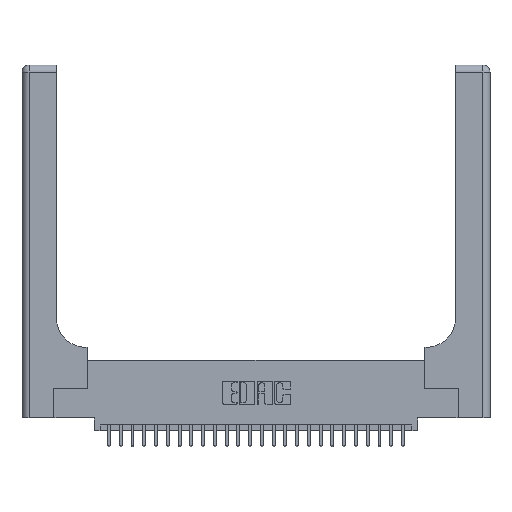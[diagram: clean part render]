
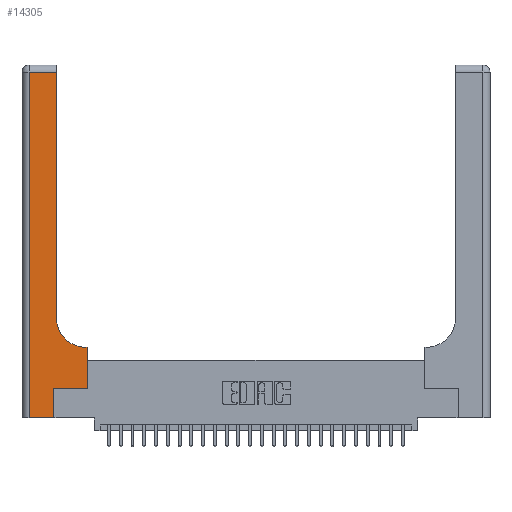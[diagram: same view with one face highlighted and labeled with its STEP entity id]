
A CAD part, top view. The second image highlights one B-rep face of the part: STEP entity #14305.
In plain terms, the highlighted planar face has unit normal (0, 0, 1).
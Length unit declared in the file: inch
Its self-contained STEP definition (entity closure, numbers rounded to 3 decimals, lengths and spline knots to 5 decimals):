
#58 = VECTOR ( 'NONE', #25421, 39.37008 ) ;
#257 = LINE ( 'NONE', #24356, #22617 ) ;
#686 = ORIENTED_EDGE ( 'NONE', *, *, #26188, .T. ) ;
#807 = DIRECTION ( 'NONE',  ( -1., 0., 0. ) ) ;
#1109 = CARTESIAN_POINT ( 'NONE',  ( 0., 0., 0.37 ) ) ;
#1194 = CARTESIAN_POINT ( 'NONE',  ( 0.5585, 0.25, 0.37 ) ) ;
#1468 = VECTOR ( 'NONE', #8730, 39.37008 ) ;
#1965 = LINE ( 'NONE', #16481, #14168 ) ;
#2000 = VERTEX_POINT ( 'NONE', #18671 ) ;
#2150 = CARTESIAN_POINT ( 'NONE',  ( 0.2915, 3., 0.37 ) ) ;
#2651 = VECTOR ( 'NONE', #17321, 39.37008 ) ;
#3344 = ORIENTED_EDGE ( 'NONE', *, *, #19687, .T. ) ;
#3595 = VERTEX_POINT ( 'NONE', #8856 ) ;
#5745 = ORIENTED_EDGE ( 'NONE', *, *, #13505, .T. ) ;
#6641 = VERTEX_POINT ( 'NONE', #24498 ) ;
#6655 = CARTESIAN_POINT ( 'NONE',  ( 0.5415, 0.6, 0.37 ) ) ;
#6817 = EDGE_CURVE ( 'NONE', #2000, #27083, #10841, .T. ) ;
#7185 = CARTESIAN_POINT ( 'NONE',  ( 0.06, 3., 0.37 ) ) ;
#7257 = LINE ( 'NONE', #12980, #1468 ) ;
#7537 = DIRECTION ( 'NONE',  ( 0., 0., -1. ) ) ;
#8187 = AXIS2_PLACEMENT_3D ( 'NONE', #20479, #7537, #22664 ) ;
#8463 = LINE ( 'NONE', #27458, #25019 ) ;
#8730 = DIRECTION ( 'NONE',  ( -1., 0., 0. ) ) ;
#8856 = CARTESIAN_POINT ( 'NONE',  ( 0.2915, 2.94, 0.37 ) ) ;
#9953 = VERTEX_POINT ( 'NONE', #21897 ) ;
#10106 = LINE ( 'NONE', #7185, #26634 ) ;
#10143 = CARTESIAN_POINT ( 'NONE',  ( 0.269, 0., 0.37 ) ) ;
#10332 = DIRECTION ( 'NONE',  ( 0., 1., 0. ) ) ;
#10428 = EDGE_CURVE ( 'NONE', #9953, #3595, #13486, .T. ) ;
#10841 = LINE ( 'NONE', #1109, #26679 ) ;
#10847 = VERTEX_POINT ( 'NONE', #1194 ) ;
#11400 = DIRECTION ( 'NONE',  ( 1., 0., 0. ) ) ;
#11607 = PLANE ( 'NONE',  #19264 ) ;
#12182 = ORIENTED_EDGE ( 'NONE', *, *, #26827, .T. ) ;
#12980 = CARTESIAN_POINT ( 'NONE',  ( 0., 2.94, 0.37 ) ) ;
#13486 = LINE ( 'NONE', #2150, #2651 ) ;
#13505 = EDGE_CURVE ( 'NONE', #3595, #24645, #7257, .T. ) ;
#13632 = CIRCLE ( 'NONE', #8187, 0.25 ) ;
#13773 = DIRECTION ( 'NONE',  ( 0., 0., -1. ) ) ;
#14124 = CARTESIAN_POINT ( 'NONE',  ( 0.5585, 0.6, 0.37 ) ) ;
#14162 = DIRECTION ( 'NONE',  ( 1., 0., 0. ) ) ;
#14168 = VECTOR ( 'NONE', #23004, 39.37008 ) ;
#14305 = ADVANCED_FACE ( 'NONE', ( #16344 ), #11607, .F. ) ;
#15476 = VERTEX_POINT ( 'NONE', #6655 ) ;
#15885 = DIRECTION ( 'NONE',  ( 0., -1., 0. ) ) ;
#16344 = FACE_OUTER_BOUND ( 'NONE', #22299, .T. ) ;
#16481 = CARTESIAN_POINT ( 'NONE',  ( 0.269, 0., 0.37 ) ) ;
#16727 = ORIENTED_EDGE ( 'NONE', *, *, #20231, .T. ) ;
#16854 = VERTEX_POINT ( 'NONE', #14124 ) ;
#17321 = DIRECTION ( 'NONE',  ( 0., 1., 0. ) ) ;
#18445 = EDGE_CURVE ( 'NONE', #16854, #15476, #21735, .T. ) ;
#18671 = CARTESIAN_POINT ( 'NONE',  ( 0.06, 0., 0.37 ) ) ;
#19264 = AXIS2_PLACEMENT_3D ( 'NONE', #24566, #13773, #807 ) ;
#19436 = CARTESIAN_POINT ( 'NONE',  ( 0.2915, 0.6, 0.37 ) ) ;
#19541 = ORIENTED_EDGE ( 'NONE', *, *, #10428, .T. ) ;
#19687 = EDGE_CURVE ( 'NONE', #10847, #16854, #8463, .T. ) ;
#20231 = EDGE_CURVE ( 'NONE', #27083, #6641, #1965, .T. ) ;
#20479 = CARTESIAN_POINT ( 'NONE',  ( 0.5415, 0.85, 0.37 ) ) ;
#20970 = CARTESIAN_POINT ( 'NONE',  ( 0.06, 2.94, 0.37 ) ) ;
#21071 = ORIENTED_EDGE ( 'NONE', *, *, #6817, .T. ) ;
#21735 = LINE ( 'NONE', #19436, #58 ) ;
#21897 = CARTESIAN_POINT ( 'NONE',  ( 0.2915, 0.85, 0.37 ) ) ;
#22299 = EDGE_LOOP ( 'NONE', ( #19541, #5745, #686, #21071, #16727, #12182, #3344, #24559, #22511 ) ) ;
#22511 = ORIENTED_EDGE ( 'NONE', *, *, #23017, .T. ) ;
#22617 = VECTOR ( 'NONE', #11400, 39.37008 ) ;
#22664 = DIRECTION ( 'NONE',  ( 1., 0., 0. ) ) ;
#23004 = DIRECTION ( 'NONE',  ( 0., 1., 0. ) ) ;
#23017 = EDGE_CURVE ( 'NONE', #15476, #9953, #13632, .T. ) ;
#24356 = CARTESIAN_POINT ( 'NONE',  ( 0.269, 0.25, 0.37 ) ) ;
#24498 = CARTESIAN_POINT ( 'NONE',  ( 0.269, 0.25, 0.37 ) ) ;
#24559 = ORIENTED_EDGE ( 'NONE', *, *, #18445, .T. ) ;
#24566 = CARTESIAN_POINT ( 'NONE',  ( 0., 3., 0.37 ) ) ;
#24645 = VERTEX_POINT ( 'NONE', #20970 ) ;
#25019 = VECTOR ( 'NONE', #10332, 39.37008 ) ;
#25421 = DIRECTION ( 'NONE',  ( -1., 0., 0. ) ) ;
#26188 = EDGE_CURVE ( 'NONE', #24645, #2000, #10106, .T. ) ;
#26634 = VECTOR ( 'NONE', #15885, 39.37008 ) ;
#26679 = VECTOR ( 'NONE', #14162, 39.37008 ) ;
#26827 = EDGE_CURVE ( 'NONE', #6641, #10847, #257, .T. ) ;
#27083 = VERTEX_POINT ( 'NONE', #10143 ) ;
#27458 = CARTESIAN_POINT ( 'NONE',  ( 0.5585, 0.25, 0.37 ) ) ;
